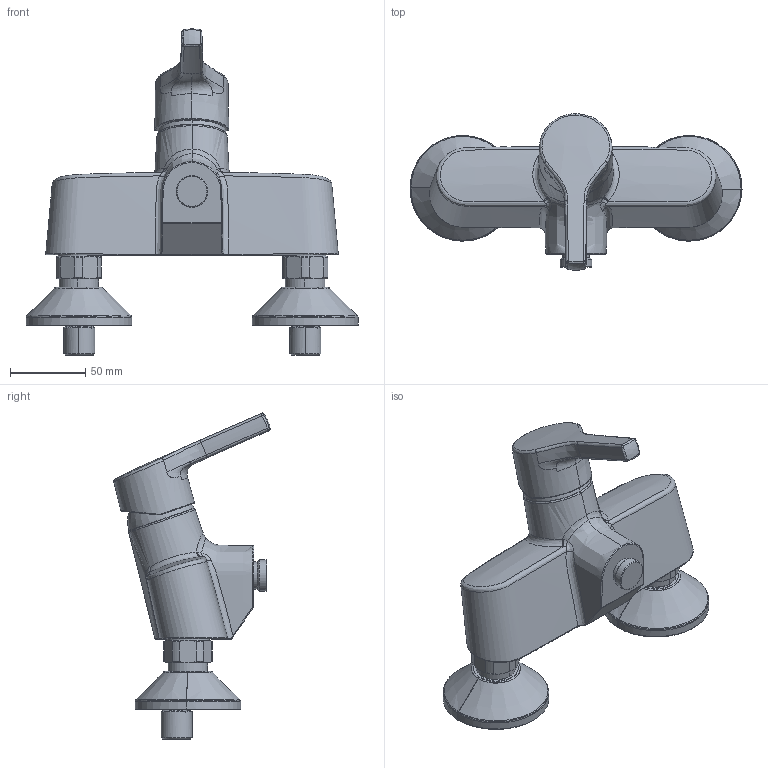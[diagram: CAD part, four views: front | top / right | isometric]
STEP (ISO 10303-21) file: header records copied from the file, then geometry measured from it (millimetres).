
FILE_DESCRIPTION (( 'STEP AP203' ), '1' );
FILE_NAME ('56470113.STEP', '2018-05-08T04:41:13', ( '' ), ( '' ), 'SwSTEP 2.0', 'SolidWorks 2016', '' );
FILE_SCHEMA (( 'CONFIG_CONTROL_DESIGN' ));
Length unit declared in the file: millimetre
Products named in the file (1): 56470113
Bounding box: 219.98 x 103.74 x 216.09 mm (x, y, z)
Volume: 646125.9 mm3; surface area: 91392.2 mm2
Topology: 1 solids, 3 shells, 254 faces, 595 edges, 358 vertices
Faces by surface type: bspline 95, cone 54, cylinder 52, plane 39, torus 12, sphere 2
Entity records: 26229 total; most frequent: CARTESIAN_POINT 21155, ORIENTED_EDGE 1186, DIRECTION 820, EDGE_CURVE 593, AXIS2_PLACEMENT_3D 360, VERTEX_POINT 358, B_SPLINE_CURVE_WITH_KNOTS 283, EDGE_LOOP 267
